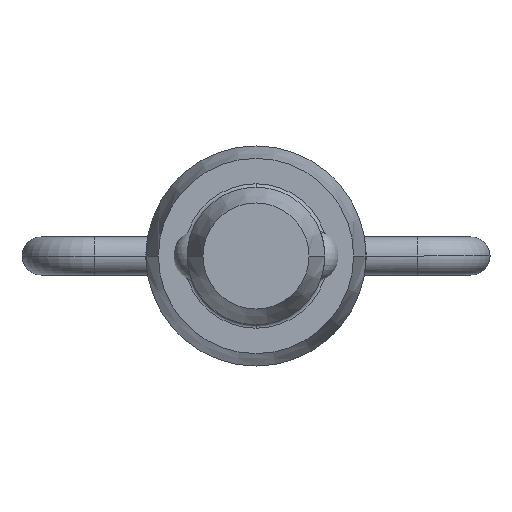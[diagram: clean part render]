
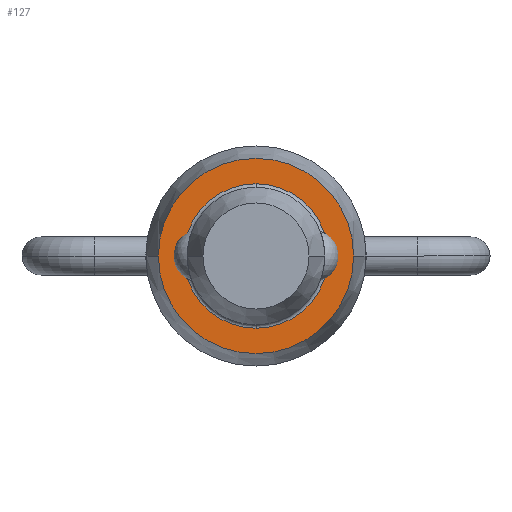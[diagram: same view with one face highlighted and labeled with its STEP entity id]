
A CAD part, front view. The second image highlights one B-rep face of the part: STEP entity #127.
In plain terms, the highlighted planar face has unit normal (0, -1, 0).
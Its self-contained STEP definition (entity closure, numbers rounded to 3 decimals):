
#127=ADVANCED_FACE('',(#259,#260),#261,.T.);
#259=FACE_OUTER_BOUND('',#392,.T.);
#260=FACE_BOUND('',#393,.T.);
#261=PLANE('',#394);
#392=EDGE_LOOP('',(#703,#704));
#393=EDGE_LOOP('',(#705,#706,#707));
#394=AXIS2_PLACEMENT_3D('',#708,#709,#710);
#703=ORIENTED_EDGE('',*,*,#849,.T.);
#704=ORIENTED_EDGE('',*,*,#814,.T.);
#705=ORIENTED_EDGE('',*,*,#837,.T.);
#706=ORIENTED_EDGE('',*,*,#895,.T.);
#707=ORIENTED_EDGE('',*,*,#838,.T.);
#708=CARTESIAN_POINT('',(-5.259,0.0,0.0));
#709=DIRECTION('',(0.,-1.0,0.0));
#710=DIRECTION('',(1.0,0.,0.0));
#814=EDGE_CURVE('',#974,#971,#975,.T.);
#837=EDGE_CURVE('',#1015,#1013,#1016,.T.);
#838=EDGE_CURVE('',#1017,#1015,#1018,.T.);
#849=EDGE_CURVE('',#971,#974,#1035,.T.);
#895=EDGE_CURVE('',#1013,#1017,#1094,.T.);
#971=VERTEX_POINT('',#1256);
#974=VERTEX_POINT('',#1260);
#975=CIRCLE('',#1261,5.632);
#1013=VERTEX_POINT('',#1324);
#1015=VERTEX_POINT('',#1326);
#1016=CIRCLE('',#1327,4.169);
#1017=VERTEX_POINT('',#1328);
#1018=CIRCLE('',#1329,4.169);
#1035=CIRCLE('',#1346,5.632);
#1094=CIRCLE('',#1469,4.169);
#1256=CARTESIAN_POINT('',(-5.632,0.0,0.0));
#1260=CARTESIAN_POINT('',(5.632,0.,0.));
#1261=AXIS2_PLACEMENT_3D('',#1579,#1580,#1581);
#1324=CARTESIAN_POINT('',(0.,0.,4.169));
#1326=CARTESIAN_POINT('',(-4.169,0.0,0.0));
#1327=AXIS2_PLACEMENT_3D('',#1616,#1617,#1618);
#1328=CARTESIAN_POINT('',(0.,0.,-4.169));
#1329=AXIS2_PLACEMENT_3D('',#1619,#1620,#1621);
#1346=AXIS2_PLACEMENT_3D('',#1646,#1647,#1648);
#1469=AXIS2_PLACEMENT_3D('',#1709,#1710,#1711);
#1579=CARTESIAN_POINT('',(0.,0.0,0.));
#1580=DIRECTION('',(0.,-1.0,0.0));
#1581=DIRECTION('',(-1.0,0.,0.0));
#1616=CARTESIAN_POINT('',(0.,0.0,0.0));
#1617=DIRECTION('',(0.,1.0,0.0));
#1618=DIRECTION('',(-1.0,0.,0.0));
#1619=CARTESIAN_POINT('',(0.,0.0,0.0));
#1620=DIRECTION('',(0.,1.0,0.0));
#1621=DIRECTION('',(-1.0,0.,0.0));
#1646=CARTESIAN_POINT('',(0.,0.0,0.));
#1647=DIRECTION('',(0.,-1.0,0.0));
#1648=DIRECTION('',(-1.0,0.,0.0));
#1709=CARTESIAN_POINT('',(0.,0.0,0.0));
#1710=DIRECTION('',(0.,1.0,0.0));
#1711=DIRECTION('',(-1.0,0.,0.0));
